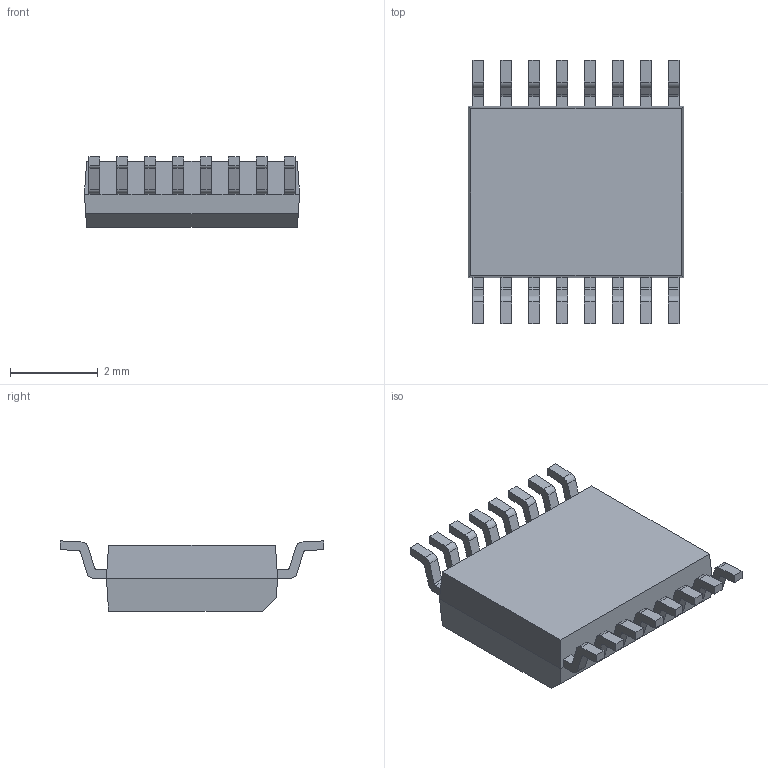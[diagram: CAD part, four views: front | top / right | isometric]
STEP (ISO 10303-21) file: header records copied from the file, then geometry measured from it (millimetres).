
FILE_DESCRIPTION((''),'2;1');
FILE_NAME('QSOP-16_MAXIM','2010-10-19T',('Simon'),(''),'PRO/ENGINEER BY PARAMETRIC TECHNOLOGY CORPORATION, 2008400','PRO/ENGINEER BY PARAMETRIC TECHNOLOGY CORPORATION, 2008400','');
FILE_SCHEMA(('AUTOMOTIVE_DESIGN_CC2 { 1 2 10303 214 -1 1 5 2 }'));
Length unit declared in the file: millimetre
Products named in the file (1): QSOP-16_MAXIM
Bounding box: 4.9 x 6 x 1.6 mm (x, y, z)
Volume: 29 mm3; surface area: 83.2 mm2
Topology: 1 solids, 1 shells, 222 faces, 621 edges, 402 vertices
Faces by surface type: plane 156, cylinder 66
Entity records: 9122 total; most frequent: CARTESIAN_POINT 1245, ORIENTED_EDGE 1242, DIRECTION 1197, PRESENTATION_STYLE_ASSIGNMENT 633, STYLED_ITEM 622, CURVE_STYLE 621, EDGE_CURVE 621, VECTOR 489
